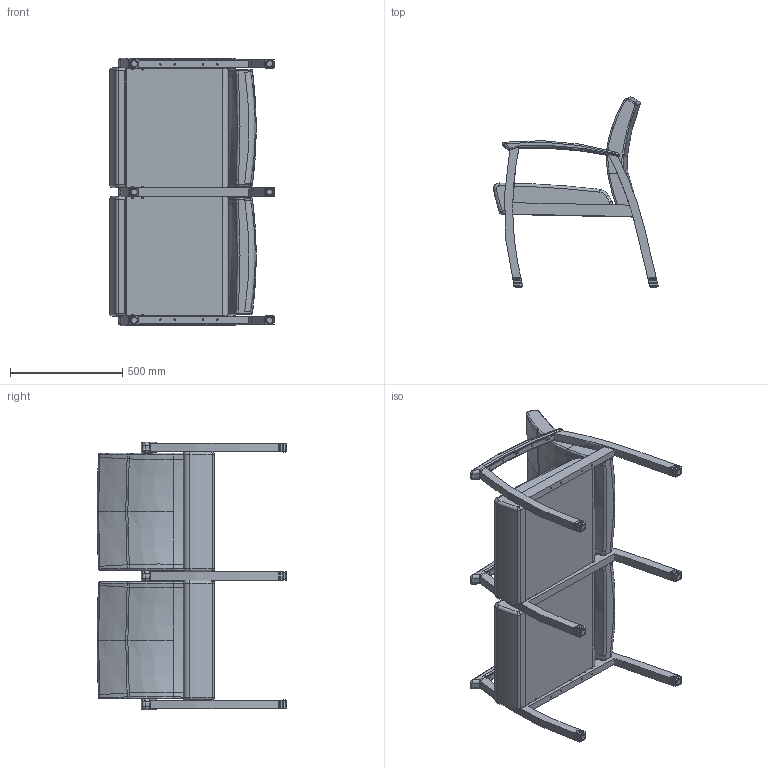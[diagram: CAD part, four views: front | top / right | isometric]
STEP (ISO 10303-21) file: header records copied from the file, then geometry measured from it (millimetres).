
FILE_DESCRIPTION(/* description */ (''),/* implementation_level */ '2;1');
FILE_NAME(/* name */ 'KOT20IW.stp',/* time_stamp */ '2016-10-24T16:38:18-04:00',/* author */ ('emerkel'),/* organization */ (''),/* preprocessor_version */ 'ST-DEVELOPER v16.5',/* originating_system */ 'Autodesk Inventor 2017',/* authorisation */ '');
FILE_SCHEMA (('AUTOMOTIVE_DESIGN { 1 0 10303 214 3 1 1 }'));
Products named in the file (13): KOT20IU; KOT ARML-1 BRZ; KOT ARML-1 BRZ TOP RAIL; KOT ARML-1 BRZ BOTTOM; KOT ARMI-1 BRZ; KOT ARMR-1 BRZ; KOT10 USEAT; KOT10 BACK NEW; KOT10-1 MAC BLK; 1420X3/4 PSHPB; LEG CAP KOL-1; LEG CAP KOL-1_1; GLD BLK 5-16
Assembly tree (44 placements, depth 3):
  KOT20IU
    KOT ARML-1 BRZ
      KOT ARML-1 BRZ TOP RAIL
      KOT ARML-1 BRZ BOTTOM
    KOT10-1 MAC BLK  x3
    KOT ARMI-1 BRZ
    KOT ARMR-1 BRZ
    KOT10 USEAT  x2
    KOT10 BACK NEW  x2
    1420X3/4 PSHPB  x24
    LEG CAP KOL-1  x6
      LEG CAP KOL-1_1
      GLD BLK 5-16
Bounding box: 733.72 x 844.78 x 1190.62 mm (x, y, z)
Volume: 113939467.5 mm3; surface area: 4128285 mm2
Topology: 53 solids, 65 shells, 5240 faces, 11486 edges, 6500 vertices
Faces by surface type: cylinder 1459, plane 1255, bspline 1124, torus 924, cone 342, sphere 136
Full cylindrical faces by diameter (mm): 6.35 x77, 6.528 x12, 7.925 x12, 9.906 x6, 11.989 x6, 12.497 x24, 31.75 x6
Entity records: 43298 total; most frequent: CARTESIAN_POINT 21953, ORIENTED_EDGE 4270, DIRECTION 4120, EDGE_CURVE 2137, AXIS2_PLACEMENT_3D 1716, VERTEX_POINT 1258, EDGE_LOOP 1171, FACE_OUTER_BOUND 1018
